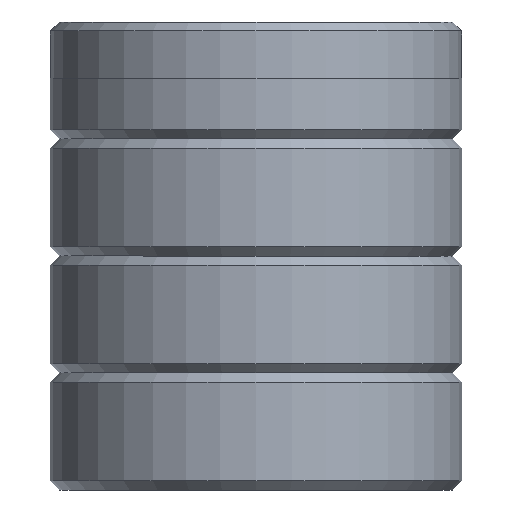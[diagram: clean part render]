
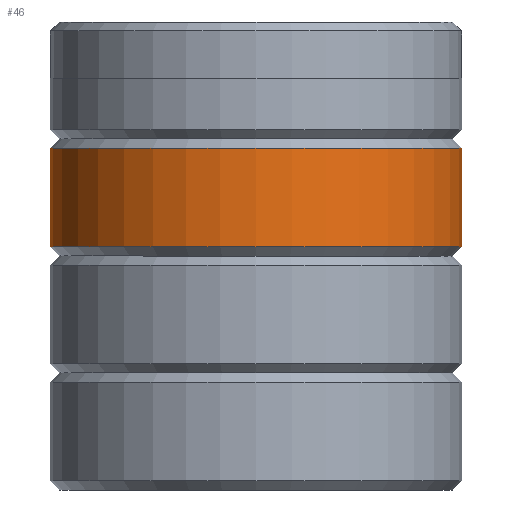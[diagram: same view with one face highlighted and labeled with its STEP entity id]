
A CAD part, front view. The second image highlights one B-rep face of the part: STEP entity #46.
In plain terms, the highlighted cylindrical face has radius 11 mm (diameter 22 mm), a partial arc.
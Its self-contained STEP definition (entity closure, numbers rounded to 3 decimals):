
#46 = ADVANCED_FACE ( 'NONE', ( #1748 ), #99, .T. ) ;
#51 = DIRECTION ( 'NONE',  ( 0., 0., -1. ) ) ;
#87 = CARTESIAN_POINT ( 'NONE',  ( 0., 0., 13. ) ) ;
#98 = CIRCLE ( 'NONE', #1911, 11. ) ;
#99 = CYLINDRICAL_SURFACE ( 'NONE', #1607, 11. ) ;
#169 = CARTESIAN_POINT ( 'NONE',  ( 11., 0., 25. ) ) ;
#198 = CARTESIAN_POINT ( 'NONE',  ( -11., 0., 13. ) ) ;
#210 = LINE ( 'NONE', #1400, #938 ) ;
#242 = DIRECTION ( 'NONE',  ( -1., 0., 0. ) ) ;
#288 = CIRCLE ( 'NONE', #1045, 11. ) ;
#329 = EDGE_CURVE ( 'NONE', #798, #484, #210, .T. ) ;
#362 = ORIENTED_EDGE ( 'NONE', *, *, #466, .T. ) ;
#443 = EDGE_CURVE ( 'NONE', #1828, #541, #1921, .T. ) ;
#466 = EDGE_CURVE ( 'NONE', #1828, #798, #288, .T. ) ;
#484 = VERTEX_POINT ( 'NONE', #198 ) ;
#541 = VERTEX_POINT ( 'NONE', #1596 ) ;
#569 = EDGE_CURVE ( 'NONE', #541, #484, #98, .T. ) ;
#769 = ORIENTED_EDGE ( 'NONE', *, *, #329, .T. ) ;
#772 = EDGE_LOOP ( 'NONE', ( #1905, #362, #769, #1239 ) ) ;
#794 = CARTESIAN_POINT ( 'NONE',  ( 11., 0., 18.25 ) ) ;
#798 = VERTEX_POINT ( 'NONE', #1866 ) ;
#938 = VECTOR ( 'NONE', #1249, 1000. ) ;
#981 = CARTESIAN_POINT ( 'NONE',  ( 0., 0., 18.25 ) ) ;
#1045 = AXIS2_PLACEMENT_3D ( 'NONE', #981, #51, #1133 ) ;
#1133 = DIRECTION ( 'NONE',  ( -1., 0., 0. ) ) ;
#1176 = DIRECTION ( 'NONE',  ( 0., 0., -1. ) ) ;
#1239 = ORIENTED_EDGE ( 'NONE', *, *, #569, .F. ) ;
#1249 = DIRECTION ( 'NONE',  ( 0., 0., -1. ) ) ;
#1382 = CARTESIAN_POINT ( 'NONE',  ( 0., 0., 25. ) ) ;
#1398 = DIRECTION ( 'NONE',  ( -1., 0., 0. ) ) ;
#1400 = CARTESIAN_POINT ( 'NONE',  ( -11., 0., 25. ) ) ;
#1502 = DIRECTION ( 'NONE',  ( 0., 0., -1. ) ) ;
#1508 = VECTOR ( 'NONE', #1769, 1000. ) ;
#1596 = CARTESIAN_POINT ( 'NONE',  ( 11., 0., 13. ) ) ;
#1607 = AXIS2_PLACEMENT_3D ( 'NONE', #1382, #1502, #1398 ) ;
#1748 = FACE_OUTER_BOUND ( 'NONE', #772, .T. ) ;
#1769 = DIRECTION ( 'NONE',  ( 0., 0., -1. ) ) ;
#1828 = VERTEX_POINT ( 'NONE', #794 ) ;
#1866 = CARTESIAN_POINT ( 'NONE',  ( -11., 0., 18.25 ) ) ;
#1905 = ORIENTED_EDGE ( 'NONE', *, *, #443, .F. ) ;
#1911 = AXIS2_PLACEMENT_3D ( 'NONE', #87, #1176, #242 ) ;
#1921 = LINE ( 'NONE', #169, #1508 ) ;
